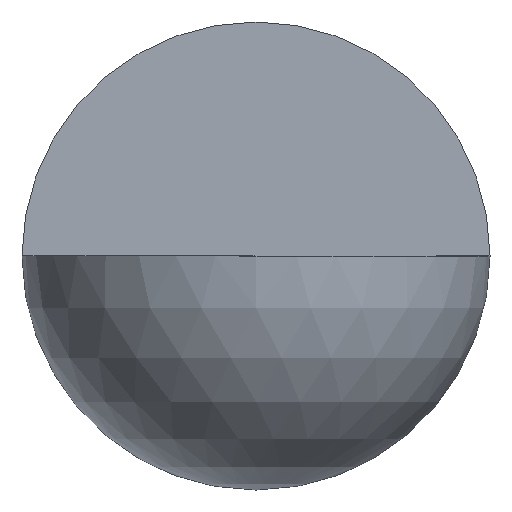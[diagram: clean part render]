
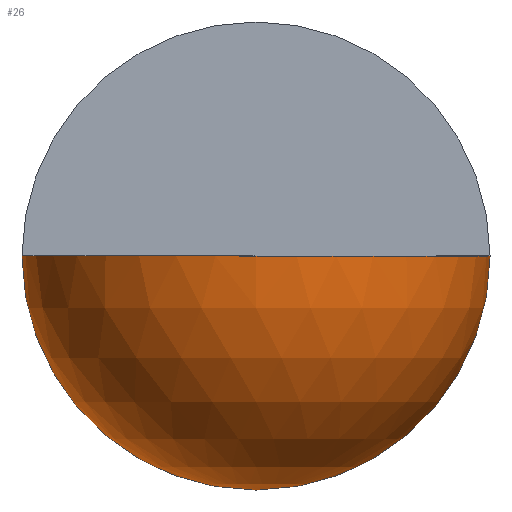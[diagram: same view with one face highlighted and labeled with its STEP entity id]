
A CAD part, left-side view. The second image highlights one B-rep face of the part: STEP entity #26.
In plain terms, the highlighted spherical face has radius 35 mm.
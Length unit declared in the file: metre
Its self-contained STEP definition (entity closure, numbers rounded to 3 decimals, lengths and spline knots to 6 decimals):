
#2 = FACE_OUTER_BOUND ( 'NONE', #219, .T. ) ;
#20 = EDGE_CURVE ( 'NONE', #69, #123, #43, .T. ) ;
#26 = ADVANCED_FACE ( 'NONE', ( #2 ), #254, .T. ) ;
#34 = CARTESIAN_POINT ( 'NONE',  ( -0.05, 0., -0.035 ) ) ;
#43 = CIRCLE ( 'NONE', #182, 0.035 ) ;
#48 = EDGE_CURVE ( 'NONE', #123, #77, #312, .T. ) ;
#62 = DIRECTION ( 'NONE',  ( 0., 0., 1. ) ) ;
#64 = DIRECTION ( 'NONE',  ( -1., 0., 0. ) ) ;
#67 = AXIS2_PLACEMENT_3D ( 'NONE', #310, #64, #311 ) ;
#69 = VERTEX_POINT ( 'NONE', #260 ) ;
#77 = VERTEX_POINT ( 'NONE', #87 ) ;
#85 = ORIENTED_EDGE ( 'NONE', *, *, #20, .T. ) ;
#87 = CARTESIAN_POINT ( 'NONE',  ( -0.05, -0.035, 0. ) ) ;
#105 = DIRECTION ( 'NONE',  ( 0., 1., 0. ) ) ;
#117 = DIRECTION ( 'NONE',  ( 0., -1., 0. ) ) ;
#123 = VERTEX_POINT ( 'NONE', #34 ) ;
#155 = CIRCLE ( 'NONE', #222, 0.035 ) ;
#165 = CARTESIAN_POINT ( 'NONE',  ( -0.05, 0., 0. ) ) ;
#171 = CARTESIAN_POINT ( 'NONE',  ( -0.05, 0., 0. ) ) ;
#182 = AXIS2_PLACEMENT_3D ( 'NONE', #212, #278, #62 ) ;
#193 = AXIS2_PLACEMENT_3D ( 'NONE', #165, #283, #105 ) ;
#212 = CARTESIAN_POINT ( 'NONE',  ( -0.05, 0., 0. ) ) ;
#219 = EDGE_LOOP ( 'NONE', ( #85, #228, #313 ) ) ;
#222 = AXIS2_PLACEMENT_3D ( 'NONE', #171, #245, #117 ) ;
#228 = ORIENTED_EDGE ( 'NONE', *, *, #48, .T. ) ;
#235 = EDGE_CURVE ( 'NONE', #69, #77, #155, .T. ) ;
#245 = DIRECTION ( 'NONE',  ( 0., 0., 1. ) ) ;
#254 = SPHERICAL_SURFACE ( 'NONE', #193, 0.035 ) ;
#260 = CARTESIAN_POINT ( 'NONE',  ( -0.05, 0.035, 0. ) ) ;
#278 = DIRECTION ( 'NONE',  ( -1., 0., 0. ) ) ;
#283 = DIRECTION ( 'NONE',  ( 0., 0., -1. ) ) ;
#310 = CARTESIAN_POINT ( 'NONE',  ( -0.05, 0., 0. ) ) ;
#311 = DIRECTION ( 'NONE',  ( 0., 0., 1. ) ) ;
#312 = CIRCLE ( 'NONE', #67, 0.035 ) ;
#313 = ORIENTED_EDGE ( 'NONE', *, *, #235, .F. ) ;
